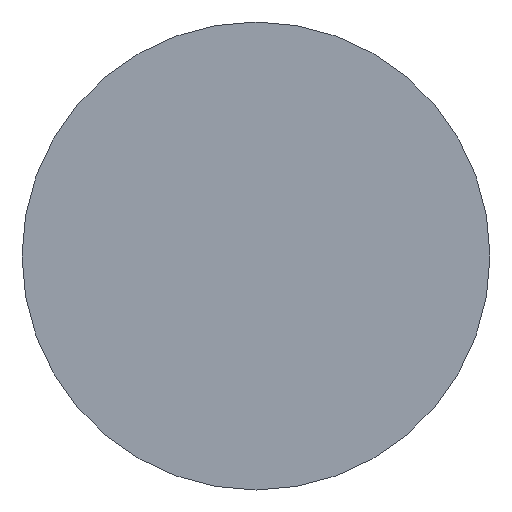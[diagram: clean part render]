
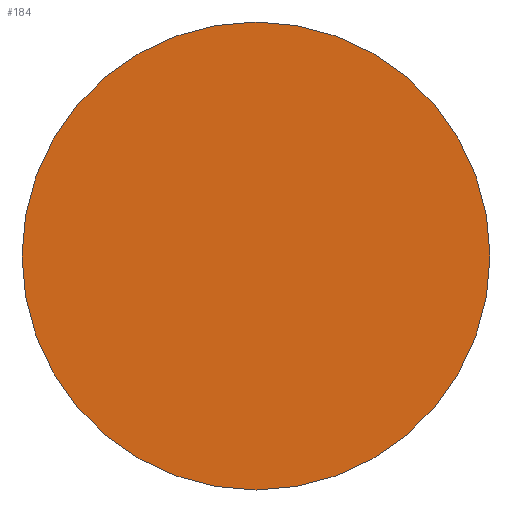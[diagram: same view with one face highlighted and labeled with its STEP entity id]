
A CAD part, left-side view. The second image highlights one B-rep face of the part: STEP entity #184.
In plain terms, the highlighted planar face has unit normal (-1, 0, 0).
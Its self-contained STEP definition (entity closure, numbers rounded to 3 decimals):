
#2 = DIRECTION ( 'NONE',  ( 0., 0., 1. ) ) ;
#7 = PLANE ( 'NONE',  #159 ) ;
#15 = DIRECTION ( 'NONE',  ( 0., 0., -1. ) ) ;
#16 = DIRECTION ( 'NONE',  ( 1., 0., 0. ) ) ;
#31 = CARTESIAN_POINT ( 'NONE',  ( 225.949, 130.467, 0. ) ) ;
#41 = EDGE_CURVE ( 'NONE', #84, #105, #168, .T. ) ;
#52 = CARTESIAN_POINT ( 'NONE',  ( 225.949, 130.467, -40. ) ) ;
#53 = AXIS2_PLACEMENT_3D ( 'NONE', #176, #76, #2 ) ;
#67 = FACE_OUTER_BOUND ( 'NONE', #100, .T. ) ;
#76 = DIRECTION ( 'NONE',  ( -1., 0., 0. ) ) ;
#79 = AXIS2_PLACEMENT_3D ( 'NONE', #31, #181, #110 ) ;
#84 = VERTEX_POINT ( 'NONE', #52 ) ;
#87 = ORIENTED_EDGE ( 'NONE', *, *, #142, .T. ) ;
#89 = ORIENTED_EDGE ( 'NONE', *, *, #41, .T. ) ;
#100 = EDGE_LOOP ( 'NONE', ( #87, #89 ) ) ;
#105 = VERTEX_POINT ( 'NONE', #106 ) ;
#106 = CARTESIAN_POINT ( 'NONE',  ( 225.949, 130.467, 40. ) ) ;
#110 = DIRECTION ( 'NONE',  ( 0., 0., 1. ) ) ;
#136 = CARTESIAN_POINT ( 'NONE',  ( 225.949, 130.467, 0. ) ) ;
#142 = EDGE_CURVE ( 'NONE', #105, #84, #185, .T. ) ;
#159 = AXIS2_PLACEMENT_3D ( 'NONE', #136, #16, #15 ) ;
#168 = CIRCLE ( 'NONE', #53, 40. ) ;
#176 = CARTESIAN_POINT ( 'NONE',  ( 225.949, 130.467, 0. ) ) ;
#181 = DIRECTION ( 'NONE',  ( -1., 0., 0. ) ) ;
#184 = ADVANCED_FACE ( 'NONE', ( #67 ), #7, .F. ) ;
#185 = CIRCLE ( 'NONE', #79, 40. ) ;
